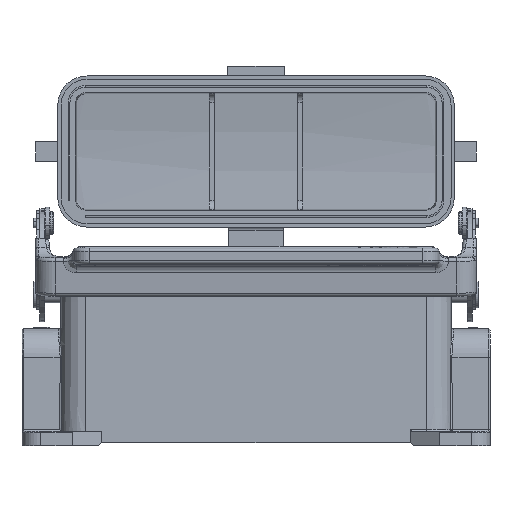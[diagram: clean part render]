
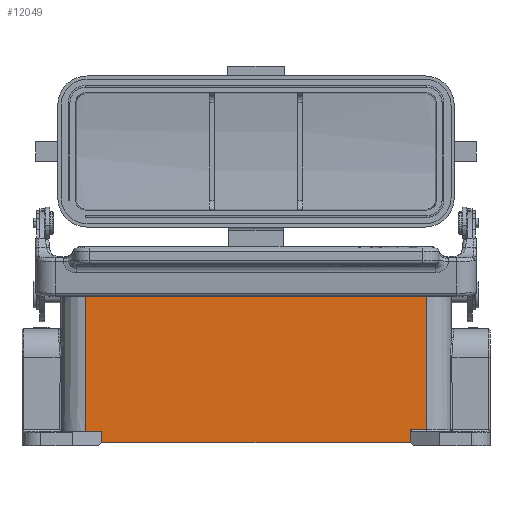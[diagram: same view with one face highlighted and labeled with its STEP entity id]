
A CAD part, left-side view. The second image highlights one B-rep face of the part: STEP entity #12049.
In plain terms, the highlighted planar face has unit normal (-1, 0, 0.009).
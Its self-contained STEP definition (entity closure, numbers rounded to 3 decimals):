
#3386=LINE('',#59989,#5848);
#3388=LINE('',#59993,#5850);
#3397=LINE('',#60011,#5859);
#3404=LINE('',#60032,#5866);
#3405=LINE('',#60034,#5867);
#3406=LINE('',#60036,#5868);
#3407=LINE('',#60037,#5869);
#3408=LINE('',#60039,#5870);
#3409=LINE('',#60041,#5871);
#3410=LINE('',#60042,#5872);
#3411=LINE('',#60044,#5873);
#3412=LINE('',#60046,#5874);
#5848=VECTOR('',#42241,1.);
#5850=VECTOR('',#42245,1.);
#5859=VECTOR('',#42258,1.);
#5866=VECTOR('',#42275,1.);
#5867=VECTOR('',#42278,1.);
#5868=VECTOR('',#42279,1.);
#5869=VECTOR('',#42280,1.);
#5870=VECTOR('',#42281,1.);
#5871=VECTOR('',#42282,1.);
#5872=VECTOR('',#42283,1.);
#5873=VECTOR('',#42284,1.);
#5874=VECTOR('',#42285,1.);
#8602=FACE_OUTER_BOUND('',#14391,.T.);
#9782=PLANE('',#36255);
#12049=ADVANCED_FACE('',(#8602),#9782,.T.);
#14391=EDGE_LOOP('',(#21410,#21411,#21412,#21413,#21414,#21415,#21416,#21417,
#21418,#21419,#21420,#21421));
#21410=ORIENTED_EDGE('',*,*,#31687,.T.);
#21411=ORIENTED_EDGE('',*,*,#31675,.T.);
#21412=ORIENTED_EDGE('',*,*,#31686,.T.);
#21413=ORIENTED_EDGE('',*,*,#31688,.T.);
#21414=ORIENTED_EDGE('',*,*,#31666,.F.);
#21415=ORIENTED_EDGE('',*,*,#31664,.T.);
#21416=ORIENTED_EDGE('',*,*,#31689,.T.);
#21417=ORIENTED_EDGE('',*,*,#31690,.F.);
#21418=ORIENTED_EDGE('',*,*,#31691,.F.);
#21419=ORIENTED_EDGE('',*,*,#31692,.T.);
#21420=ORIENTED_EDGE('',*,*,#31693,.T.);
#21421=ORIENTED_EDGE('',*,*,#31694,.T.);
#27264=VERTEX_POINT('',#59853);
#27304=VERTEX_POINT('',#59988);
#27305=VERTEX_POINT('',#59990);
#27306=VERTEX_POINT('',#59994);
#27313=VERTEX_POINT('',#60012);
#27314=VERTEX_POINT('',#60013);
#27321=VERTEX_POINT('',#60031);
#27322=VERTEX_POINT('',#60035);
#27323=VERTEX_POINT('',#60038);
#27324=VERTEX_POINT('',#60040);
#27325=VERTEX_POINT('',#60043);
#27326=VERTEX_POINT('',#60045);
#31664=EDGE_CURVE('',#27305,#27304,#3386,.T.);
#31666=EDGE_CURVE('',#27305,#27306,#3388,.T.);
#31675=EDGE_CURVE('',#27313,#27314,#3397,.T.);
#31686=EDGE_CURVE('',#27314,#27321,#3404,.T.);
#31687=EDGE_CURVE('',#27322,#27313,#3405,.T.);
#31688=EDGE_CURVE('',#27321,#27306,#3406,.T.);
#31689=EDGE_CURVE('',#27304,#27323,#3407,.T.);
#31690=EDGE_CURVE('',#27324,#27323,#3408,.T.);
#31691=EDGE_CURVE('',#27264,#27324,#3409,.T.);
#31692=EDGE_CURVE('',#27264,#27325,#3410,.T.);
#31693=EDGE_CURVE('',#27325,#27326,#3411,.T.);
#31694=EDGE_CURVE('',#27326,#27322,#3412,.T.);
#36255=AXIS2_PLACEMENT_3D('',#60047,#42286,#42287);
#42241=DIRECTION('',(0.,1.,0.));
#42245=DIRECTION('',(-0.009,0.,-1.));
#42258=DIRECTION('',(0.,1.,0.));
#42275=DIRECTION('',(-0.009,0.,-1.));
#42278=DIRECTION('',(0.009,0.,1.));
#42279=DIRECTION('',(0.,1.,0.));
#42280=DIRECTION('',(-0.009,0.,-1.));
#42281=DIRECTION('',(0.,1.,0.));
#42282=DIRECTION('',(0.009,0.,1.));
#42283=DIRECTION('',(0.,-1.,0.));
#42284=DIRECTION('',(0.009,0.,1.));
#42285=DIRECTION('',(0.,-1.,0.));
#42286=DIRECTION('',(-1.,0.,0.009));
#42287=DIRECTION('',(0.,1.,0.));
#59853=CARTESIAN_POINT('',(-21.936,47.5,1.));
#59988=CARTESIAN_POINT('',(-21.5,52.5,51.));
#59989=CARTESIAN_POINT('',(-21.5,1.6,51.));
#59990=CARTESIAN_POINT('',(-21.5,1.6,51.));
#59993=CARTESIAN_POINT('',(-21.5,1.6,51.));
#59994=CARTESIAN_POINT('',(-21.526,1.6,48.));
#60011=CARTESIAN_POINT('',(-21.5,-52.5,51.));
#60012=CARTESIAN_POINT('',(-21.5,-52.5,51.));
#60013=CARTESIAN_POINT('',(-21.5,-1.6,51.));
#60031=CARTESIAN_POINT('',(-21.526,-1.6,48.));
#60032=CARTESIAN_POINT('',(-21.5,-1.6,51.));
#60034=CARTESIAN_POINT('',(-21.901,-52.5,4.996));
#60035=CARTESIAN_POINT('',(-21.901,-52.5,4.996));
#60036=CARTESIAN_POINT('',(-21.526,-1.6,48.));
#60037=CARTESIAN_POINT('',(-21.5,52.5,51.));
#60038=CARTESIAN_POINT('',(-21.906,52.5,4.5));
#60039=CARTESIAN_POINT('',(-21.906,47.5,4.5));
#60040=CARTESIAN_POINT('',(-21.906,47.5,4.5));
#60041=CARTESIAN_POINT('',(-21.936,47.5,1.));
#60042=CARTESIAN_POINT('',(-21.936,47.5,1.));
#60043=CARTESIAN_POINT('',(-21.936,-47.5,1.));
#60044=CARTESIAN_POINT('',(-21.936,-47.5,1.));
#60045=CARTESIAN_POINT('',(-21.901,-47.5,4.996));
#60046=CARTESIAN_POINT('',(-21.901,-47.5,4.996));
#60047=CARTESIAN_POINT('',(-21.5,55.148,51.));
